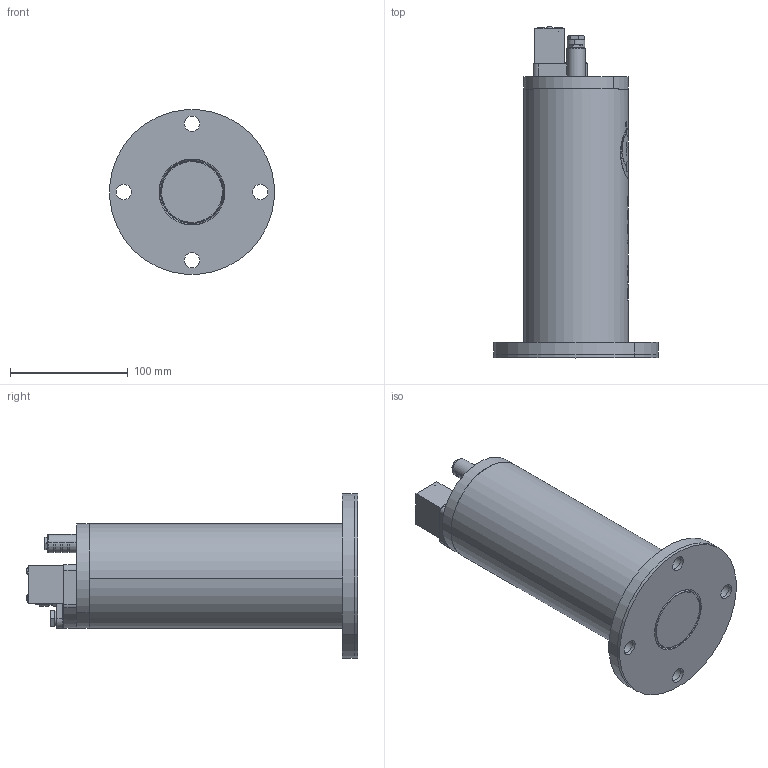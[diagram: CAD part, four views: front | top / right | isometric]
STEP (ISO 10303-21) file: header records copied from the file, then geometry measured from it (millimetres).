
FILE_DESCRIPTION (( 'STEP AP203' ), '1' );
FILE_NAME ('PKL 1000 ST.STEP', '2020-12-04T14:30:07', ( '' ), ( '' ), 'SwSTEP 2.0', 'SolidWorks 2015', '' );
FILE_SCHEMA (( 'CONFIG_CONTROL_DESIGN' ));
Length unit declared in the file: millimetre
Products named in the file (1): PKL 1000 ST
Bounding box: 139.47 x 281.7 x 139.47 mm (x, y, z)
Volume: 1838333.7 mm3; surface area: 211160.6 mm2
Topology: 21 solids, 21 shells, 706 faces, 1701 edges, 1071 vertices
Faces by surface type: cylinder 232, plane 191, bspline 166, cone 75, torus 34, sphere 8
Entity records: 42813 total; most frequent: CARTESIAN_POINT 27512, ORIENTED_EDGE 3358, DIRECTION 2741, EDGE_CURVE 1679, AXIS2_PLACEMENT_3D 1115, VERTEX_POINT 1071, EDGE_LOOP 812, ADVANCED_FACE 706
